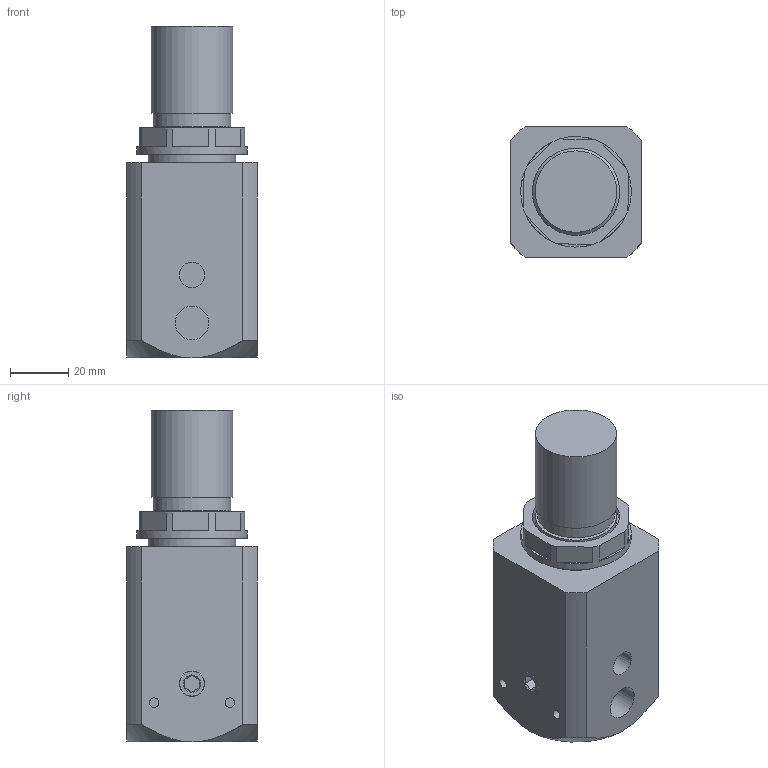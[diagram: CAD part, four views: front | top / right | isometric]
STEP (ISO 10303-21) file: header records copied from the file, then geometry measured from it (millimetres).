
FILE_DESCRIPTION(/* description */ ('REG. DI PRECISIONE TG1'),/* implementation_level */ '2;1');
FILE_NAME(/* name */ 'PN17198.stp',/* time_stamp */ '2018-12-13T15:05:37+01:00',/* author */ ('maniean1'),/* organization */ ('Pneumax S.p.A.'),/* preprocessor_version */ 'ST-DEVELOPER v17',/* originating_system */ 'Autodesk Inventor 2019',/* authorisation */ '');
FILE_SCHEMA (('AUTOMOTIVE_DESIGN { 1 0 10303 214 3 1 1 }'));
Length unit declared in the file: millimetre
Products named in the file (4): 171S2B000_; 171S2B000__1; RS/1701/12; RK/1701/020
Assembly tree (3 placements, depth 2):
  171S2B000_
    171S2B000__1
    RS/1701/12
    RK/1701/020
Bounding box: 45 x 45 x 114 mm (x, y, z)
Volume: 160781.1 mm3; surface area: 24587.2 mm2
Topology: 3 solids, 3 shells, 81 faces, 210 edges, 150 vertices
Faces by surface type: plane 47, cylinder 23, cone 10, torus 1
Full cylindrical faces by diameter (mm): 3.3 x4, 6.5 x1, 8.5 x1, 8.7 x3, 10 x1, 11.6 x2, 23.5 x1, 26.5 x1, 28 x2, 30 x2, 38 x1
Entity records: 2755 total; most frequent: CARTESIAN_POINT 488, DIRECTION 475, ORIENTED_EDGE 420, EDGE_CURVE 210, AXIS2_PLACEMENT_3D 197, VERTEX_POINT 150, CIRCLE 109, EDGE_LOOP 98
